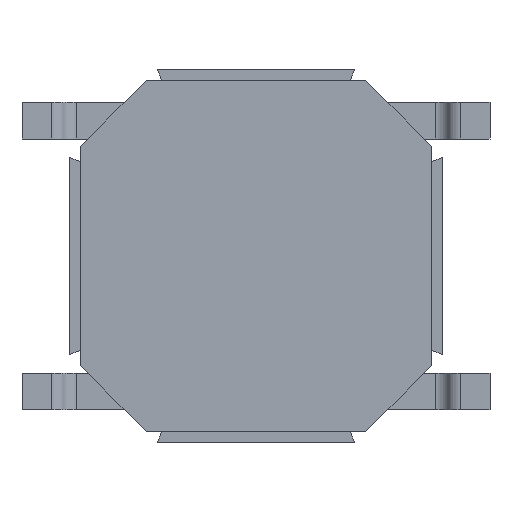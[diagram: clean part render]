
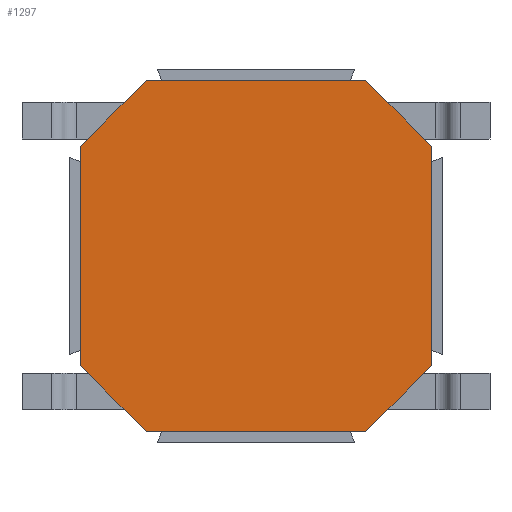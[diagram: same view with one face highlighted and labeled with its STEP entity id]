
A CAD part, front view. The second image highlights one B-rep face of the part: STEP entity #1297.
In plain terms, the highlighted planar face has unit normal (0, -1, 0).
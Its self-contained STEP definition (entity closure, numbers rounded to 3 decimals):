
#28 = VERTEX_POINT ( 'NONE', #500 ) ;
#156 = EDGE_CURVE ( 'NONE', #1330, #28, #1584, .T. ) ;
#159 = PLANE ( 'NONE',  #593 ) ;
#216 = DIRECTION ( 'NONE',  ( 0., 0., 1. ) ) ;
#284 = DIRECTION ( 'NONE',  ( -1., 0., 0. ) ) ;
#293 = VECTOR ( 'NONE', #3160, 1000. ) ;
#313 = EDGE_CURVE ( 'NONE', #2410, #2325, #950, .T. ) ;
#391 = CARTESIAN_POINT ( 'NONE',  ( -2.4, 0., -1.5 ) ) ;
#393 = VECTOR ( 'NONE', #3705, 1000. ) ;
#451 = CARTESIAN_POINT ( 'NONE',  ( -1.5, 0., 2.4 ) ) ;
#500 = CARTESIAN_POINT ( 'NONE',  ( 2.4, 0., 1.5 ) ) ;
#593 = AXIS2_PLACEMENT_3D ( 'NONE', #1455, #2745, #3316 ) ;
#641 = CARTESIAN_POINT ( 'NONE',  ( 2.4, 0., 1.5 ) ) ;
#911 = VERTEX_POINT ( 'NONE', #3448 ) ;
#950 = LINE ( 'NONE', #3589, #3934 ) ;
#1108 = VECTOR ( 'NONE', #216, 1000. ) ;
#1154 = LINE ( 'NONE', #1390, #3823 ) ;
#1161 = LINE ( 'NONE', #2798, #293 ) ;
#1232 = LINE ( 'NONE', #1870, #1108 ) ;
#1241 = EDGE_CURVE ( 'NONE', #911, #3848, #3360, .T. ) ;
#1297 = ADVANCED_FACE ( 'NONE', ( #3069 ), #159, .T. ) ;
#1329 = VERTEX_POINT ( 'NONE', #4111 ) ;
#1330 = VERTEX_POINT ( 'NONE', #2827 ) ;
#1390 = CARTESIAN_POINT ( 'NONE',  ( 1.5, 0., -2.4 ) ) ;
#1455 = CARTESIAN_POINT ( 'NONE',  ( 0., 0., 0. ) ) ;
#1483 = CARTESIAN_POINT ( 'NONE',  ( 2.4, 0., -1.5 ) ) ;
#1569 = ORIENTED_EDGE ( 'NONE', *, *, #3626, .F. ) ;
#1584 = LINE ( 'NONE', #641, #3382 ) ;
#1653 = VECTOR ( 'NONE', #284, 1000. ) ;
#1804 = LINE ( 'NONE', #1483, #3445 ) ;
#1861 = DIRECTION ( 'NONE',  ( 0.707, 0., -0.707 ) ) ;
#1870 = CARTESIAN_POINT ( 'NONE',  ( -2.4, 0., 1.5 ) ) ;
#1940 = CARTESIAN_POINT ( 'NONE',  ( 1.5, 0., -2.4 ) ) ;
#2042 = DIRECTION ( 'NONE',  ( -0.707, 0., -0.707 ) ) ;
#2127 = EDGE_CURVE ( 'NONE', #28, #1329, #1804, .T. ) ;
#2210 = LINE ( 'NONE', #3196, #1653 ) ;
#2325 = VERTEX_POINT ( 'NONE', #391 ) ;
#2345 = ORIENTED_EDGE ( 'NONE', *, *, #1241, .F. ) ;
#2361 = ORIENTED_EDGE ( 'NONE', *, *, #3919, .F. ) ;
#2410 = VERTEX_POINT ( 'NONE', #3966 ) ;
#2653 = VERTEX_POINT ( 'NONE', #1940 ) ;
#2674 = EDGE_CURVE ( 'NONE', #2653, #2410, #2210, .T. ) ;
#2745 = DIRECTION ( 'NONE',  ( 0., -1., 0. ) ) ;
#2798 = CARTESIAN_POINT ( 'NONE',  ( -1.5, 0., 2.4 ) ) ;
#2822 = EDGE_CURVE ( 'NONE', #2325, #911, #1232, .T. ) ;
#2827 = CARTESIAN_POINT ( 'NONE',  ( 1.5, 0., 2.4 ) ) ;
#3069 = FACE_OUTER_BOUND ( 'NONE', #3582, .T. ) ;
#3110 = ORIENTED_EDGE ( 'NONE', *, *, #2127, .F. ) ;
#3157 = ORIENTED_EDGE ( 'NONE', *, *, #2674, .F. ) ;
#3160 = DIRECTION ( 'NONE',  ( 1., 0., 0. ) ) ;
#3196 = CARTESIAN_POINT ( 'NONE',  ( -1.5, 0., -2.4 ) ) ;
#3316 = DIRECTION ( 'NONE',  ( 0., 0., -1. ) ) ;
#3360 = LINE ( 'NONE', #451, #393 ) ;
#3382 = VECTOR ( 'NONE', #1861, 1000. ) ;
#3445 = VECTOR ( 'NONE', #4078, 1000. ) ;
#3448 = CARTESIAN_POINT ( 'NONE',  ( -2.4, 0., 1.5 ) ) ;
#3466 = ORIENTED_EDGE ( 'NONE', *, *, #2822, .F. ) ;
#3582 = EDGE_LOOP ( 'NONE', ( #2345, #3466, #3743, #3157, #2361, #3110, #3810, #1569 ) ) ;
#3589 = CARTESIAN_POINT ( 'NONE',  ( -2.4, 0., -1.5 ) ) ;
#3626 = EDGE_CURVE ( 'NONE', #3848, #1330, #1161, .T. ) ;
#3685 = CARTESIAN_POINT ( 'NONE',  ( -1.5, 0., 2.4 ) ) ;
#3705 = DIRECTION ( 'NONE',  ( 0.707, 0., 0.707 ) ) ;
#3743 = ORIENTED_EDGE ( 'NONE', *, *, #313, .F. ) ;
#3810 = ORIENTED_EDGE ( 'NONE', *, *, #156, .F. ) ;
#3823 = VECTOR ( 'NONE', #2042, 1000. ) ;
#3848 = VERTEX_POINT ( 'NONE', #3685 ) ;
#3912 = DIRECTION ( 'NONE',  ( -0.707, 0., 0.707 ) ) ;
#3919 = EDGE_CURVE ( 'NONE', #1329, #2653, #1154, .T. ) ;
#3934 = VECTOR ( 'NONE', #3912, 1000. ) ;
#3966 = CARTESIAN_POINT ( 'NONE',  ( -1.5, 0., -2.4 ) ) ;
#4078 = DIRECTION ( 'NONE',  ( 0., 0., -1. ) ) ;
#4111 = CARTESIAN_POINT ( 'NONE',  ( 2.4, 0., -1.5 ) ) ;
